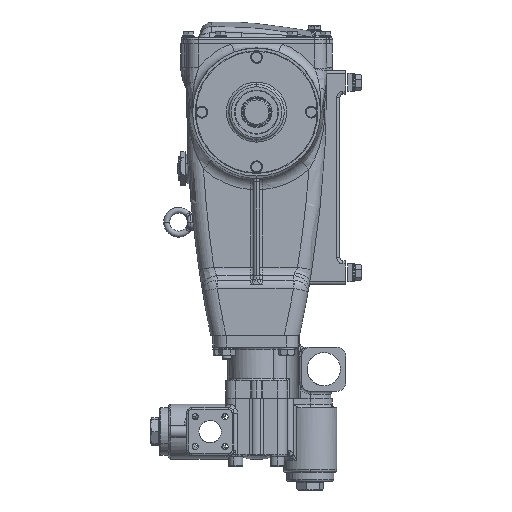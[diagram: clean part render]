
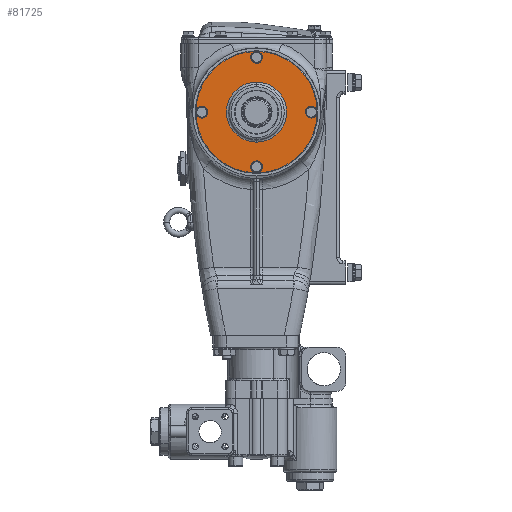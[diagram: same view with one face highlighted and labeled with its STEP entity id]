
A CAD part, left-side view. The second image highlights one B-rep face of the part: STEP entity #81725.
In plain terms, the highlighted planar face has unit normal (-1, 0, 0).
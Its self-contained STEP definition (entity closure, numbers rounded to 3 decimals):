
#1095 = VERTEX_POINT ( 'NONE', #49887 ) ;
#3967 = AXIS2_PLACEMENT_3D ( 'NONE', #79727, #25421, #88874 ) ;
#6121 = EDGE_LOOP ( 'NONE', ( #76427, #32947 ) ) ;
#7264 = DIRECTION ( 'NONE',  ( 1., 0., 0. ) ) ;
#7381 = CARTESIAN_POINT ( 'NONE',  ( -189., 0., 481. ) ) ;
#7922 = ORIENTED_EDGE ( 'NONE', *, *, #66299, .T. ) ;
#9513 = CARTESIAN_POINT ( 'NONE',  ( -189., 0., 382.5 ) ) ;
#10538 = FACE_BOUND ( 'NONE', #98166, .T. ) ;
#12442 = AXIS2_PLACEMENT_3D ( 'NONE', #53223, #116448, #62291 ) ;
#13663 = CARTESIAN_POINT ( 'NONE',  ( -189., 0., 430.5 ) ) ;
#14331 = EDGE_CURVE ( 'NONE', #39570, #18964, #115253, .T. ) ;
#15909 = CIRCLE ( 'NONE', #17851, 6.5 ) ;
#16515 = DIRECTION ( 'NONE',  ( 0., 0., -1. ) ) ;
#17729 = CARTESIAN_POINT ( 'NONE',  ( -189., 0., 379. ) ) ;
#17851 = AXIS2_PLACEMENT_3D ( 'NONE', #73884, #19579, #83013 ) ;
#18454 = EDGE_CURVE ( 'NONE', #113528, #81689, #30299, .T. ) ;
#18964 = VERTEX_POINT ( 'NONE', #72171 ) ;
#19089 = ORIENTED_EDGE ( 'NONE', *, *, #110863, .T. ) ;
#19106 = EDGE_CURVE ( 'NONE', #112411, #50771, #15909, .T. ) ;
#19579 = DIRECTION ( 'NONE',  ( 1., 0., 0. ) ) ;
#20768 = CIRCLE ( 'NONE', #52522, 50.5 ) ;
#21154 = AXIS2_PLACEMENT_3D ( 'NONE', #41907, #105224, #51087 ) ;
#22153 = CARTESIAN_POINT ( 'NONE',  ( -189., 92., 487.5 ) ) ;
#22386 = CARTESIAN_POINT ( 'NONE',  ( -189., 92., 481. ) ) ;
#22730 = CARTESIAN_POINT ( 'NONE',  ( -189., -92., 481. ) ) ;
#23472 = CARTESIAN_POINT ( 'NONE',  ( -189., 0., 395.5 ) ) ;
#24908 = VERTEX_POINT ( 'NONE', #51065 ) ;
#25421 = DIRECTION ( 'NONE',  ( 1., 0., 0. ) ) ;
#28463 = CARTESIAN_POINT ( 'NONE',  ( -189., 0., 481. ) ) ;
#29739 = CARTESIAN_POINT ( 'NONE',  ( -189., 0., 481. ) ) ;
#30299 = CIRCLE ( 'NONE', #63390, 6.5 ) ;
#31458 = DIRECTION ( 'NONE',  ( 0., 0., -1. ) ) ;
#31753 = FACE_BOUND ( 'NONE', #57194, .T. ) ;
#31851 = DIRECTION ( 'NONE',  ( 0., 0., -1. ) ) ;
#31955 = ORIENTED_EDGE ( 'NONE', *, *, #52184, .T. ) ;
#32947 = ORIENTED_EDGE ( 'NONE', *, *, #103757, .T. ) ;
#34054 = ORIENTED_EDGE ( 'NONE', *, *, #18454, .T. ) ;
#36253 = CARTESIAN_POINT ( 'NONE',  ( -189., 0., 389. ) ) ;
#36438 = DIRECTION ( 'NONE',  ( 1., 0., 0. ) ) ;
#37626 = DIRECTION ( 'NONE',  ( 0., 0., -1. ) ) ;
#38916 = DIRECTION ( 'NONE',  ( 0., 0., -1. ) ) ;
#39570 = VERTEX_POINT ( 'NONE', #22153 ) ;
#39693 = CIRCLE ( 'NONE', #70511, 6.5 ) ;
#39788 = CARTESIAN_POINT ( 'NONE',  ( -189., 92., 481. ) ) ;
#41603 = EDGE_LOOP ( 'NONE', ( #19089, #34054 ) ) ;
#41857 = CIRCLE ( 'NONE', #12442, 50.5 ) ;
#41899 = ORIENTED_EDGE ( 'NONE', *, *, #80840, .T. ) ;
#41907 = CARTESIAN_POINT ( 'NONE',  ( -189., 0., 573. ) ) ;
#43735 = EDGE_CURVE ( 'NONE', #44566, #69418, #41857, .T. ) ;
#44566 = VERTEX_POINT ( 'NONE', #13663 ) ;
#45417 = DIRECTION ( 'NONE',  ( 0., 0., -1. ) ) ;
#45754 = AXIS2_PLACEMENT_3D ( 'NONE', #61622, #7264, #70717 ) ;
#48953 = DIRECTION ( 'NONE',  ( 0., 0., -1. ) ) ;
#49887 = CARTESIAN_POINT ( 'NONE',  ( -189., 0., 579.5 ) ) ;
#50649 = CARTESIAN_POINT ( 'NONE',  ( -189., 0., 566.5 ) ) ;
#50771 = VERTEX_POINT ( 'NONE', #68586 ) ;
#51065 = CARTESIAN_POINT ( 'NONE',  ( -189., 0., 583. ) ) ;
#51087 = DIRECTION ( 'NONE',  ( 0., 0., -1. ) ) ;
#52184 = EDGE_CURVE ( 'NONE', #50771, #112411, #97780, .T. ) ;
#52522 = AXIS2_PLACEMENT_3D ( 'NONE', #90729, #36438, #99803 ) ;
#53223 = CARTESIAN_POINT ( 'NONE',  ( -189., 0., 481. ) ) ;
#53824 = CIRCLE ( 'NONE', #21154, 6.5 ) ;
#55979 = FACE_BOUND ( 'NONE', #41603, .T. ) ;
#57112 = CARTESIAN_POINT ( 'NONE',  ( -189., -92., 474.5 ) ) ;
#57194 = EDGE_LOOP ( 'NONE', ( #112568, #7922 ) ) ;
#58466 = EDGE_CURVE ( 'NONE', #76115, #24908, #79087, .T. ) ;
#61622 = CARTESIAN_POINT ( 'NONE',  ( -189., 0., 389. ) ) ;
#61660 = FACE_OUTER_BOUND ( 'NONE', #86753, .T. ) ;
#62291 = DIRECTION ( 'NONE',  ( 0., 0., -1. ) ) ;
#63390 = AXIS2_PLACEMENT_3D ( 'NONE', #36253, #99614, #45417 ) ;
#66299 = EDGE_CURVE ( 'NONE', #69418, #44566, #20768, .T. ) ;
#68586 = CARTESIAN_POINT ( 'NONE',  ( -189., -92., 487.5 ) ) ;
#69418 = VERTEX_POINT ( 'NONE', #107969 ) ;
#70511 = AXIS2_PLACEMENT_3D ( 'NONE', #22386, #85828, #31458 ) ;
#70717 = DIRECTION ( 'NONE',  ( 0., 0., -1. ) ) ;
#70826 = DIRECTION ( 'NONE',  ( -1., 0., 0. ) ) ;
#71339 = AXIS2_PLACEMENT_3D ( 'NONE', #28463, #91921, #37626 ) ;
#72171 = CARTESIAN_POINT ( 'NONE',  ( -189., 92., 474.5 ) ) ;
#73884 = CARTESIAN_POINT ( 'NONE',  ( -189., -92., 481. ) ) ;
#75881 = AXIS2_PLACEMENT_3D ( 'NONE', #39788, #103128, #48953 ) ;
#76115 = VERTEX_POINT ( 'NONE', #17729 ) ;
#76427 = ORIENTED_EDGE ( 'NONE', *, *, #94823, .T. ) ;
#79087 = CIRCLE ( 'NONE', #88799, 102. ) ;
#79727 = CARTESIAN_POINT ( 'NONE',  ( -189., 0., 573. ) ) ;
#80015 = FACE_BOUND ( 'NONE', #113857, .T. ) ;
#80490 = ORIENTED_EDGE ( 'NONE', *, *, #14331, .T. ) ;
#80840 = EDGE_CURVE ( 'NONE', #18964, #39570, #39693, .T. ) ;
#81689 = VERTEX_POINT ( 'NONE', #9513 ) ;
#81725 = ADVANCED_FACE ( 'NONE', ( #61660, #10538, #104089, #80015, #55979, #31753 ), #109731, .F. ) ;
#83013 = DIRECTION ( 'NONE',  ( 0., 0., -1. ) ) ;
#85828 = DIRECTION ( 'NONE',  ( 1., 0., 0. ) ) ;
#86209 = DIRECTION ( 'NONE',  ( 1., 0., 0. ) ) ;
#86463 = ORIENTED_EDGE ( 'NONE', *, *, #58466, .T. ) ;
#86753 = EDGE_LOOP ( 'NONE', ( #86463, #114952 ) ) ;
#86826 = ORIENTED_EDGE ( 'NONE', *, *, #19106, .T. ) ;
#88799 = AXIS2_PLACEMENT_3D ( 'NONE', #7381, #70826, #16515 ) ;
#88874 = DIRECTION ( 'NONE',  ( 0., 0., -1. ) ) ;
#90729 = CARTESIAN_POINT ( 'NONE',  ( -189., 0., 481. ) ) ;
#91921 = DIRECTION ( 'NONE',  ( 1., 0., 0. ) ) ;
#93174 = DIRECTION ( 'NONE',  ( -1., 0., 0. ) ) ;
#94823 = EDGE_CURVE ( 'NONE', #98187, #1095, #114525, .T. ) ;
#97780 = CIRCLE ( 'NONE', #106151, 6.5 ) ;
#98166 = EDGE_LOOP ( 'NONE', ( #41899, #80490 ) ) ;
#98187 = VERTEX_POINT ( 'NONE', #50649 ) ;
#99614 = DIRECTION ( 'NONE',  ( 1., 0., 0. ) ) ;
#99803 = DIRECTION ( 'NONE',  ( 0., 0., -1. ) ) ;
#101698 = EDGE_CURVE ( 'NONE', #24908, #76115, #106061, .T. ) ;
#103128 = DIRECTION ( 'NONE',  ( 1., 0., 0. ) ) ;
#103757 = EDGE_CURVE ( 'NONE', #1095, #98187, #53824, .T. ) ;
#104089 = FACE_BOUND ( 'NONE', #6121, .T. ) ;
#104286 = CIRCLE ( 'NONE', #45754, 6.5 ) ;
#105224 = DIRECTION ( 'NONE',  ( 1., 0., 0. ) ) ;
#106061 = CIRCLE ( 'NONE', #113506, 102. ) ;
#106151 = AXIS2_PLACEMENT_3D ( 'NONE', #22730, #86209, #31851 ) ;
#107969 = CARTESIAN_POINT ( 'NONE',  ( -189., 0., 531.5 ) ) ;
#109731 = PLANE ( 'NONE',  #71339 ) ;
#110863 = EDGE_CURVE ( 'NONE', #81689, #113528, #104286, .T. ) ;
#112411 = VERTEX_POINT ( 'NONE', #57112 ) ;
#112568 = ORIENTED_EDGE ( 'NONE', *, *, #43735, .T. ) ;
#113506 = AXIS2_PLACEMENT_3D ( 'NONE', #29739, #93174, #38916 ) ;
#113528 = VERTEX_POINT ( 'NONE', #23472 ) ;
#113857 = EDGE_LOOP ( 'NONE', ( #86826, #31955 ) ) ;
#114525 = CIRCLE ( 'NONE', #3967, 6.5 ) ;
#114952 = ORIENTED_EDGE ( 'NONE', *, *, #101698, .T. ) ;
#115253 = CIRCLE ( 'NONE', #75881, 6.5 ) ;
#116448 = DIRECTION ( 'NONE',  ( 1., 0., 0. ) ) ;
